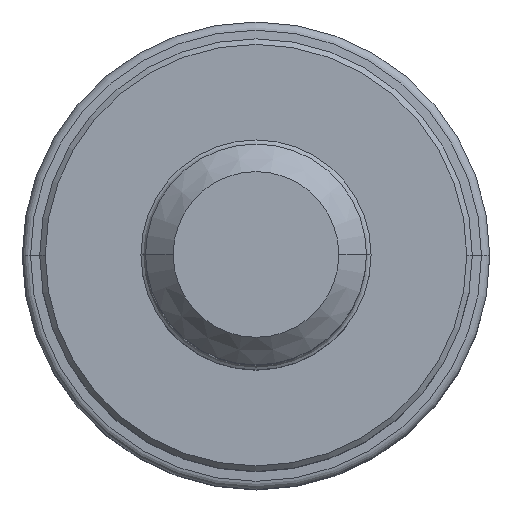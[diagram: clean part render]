
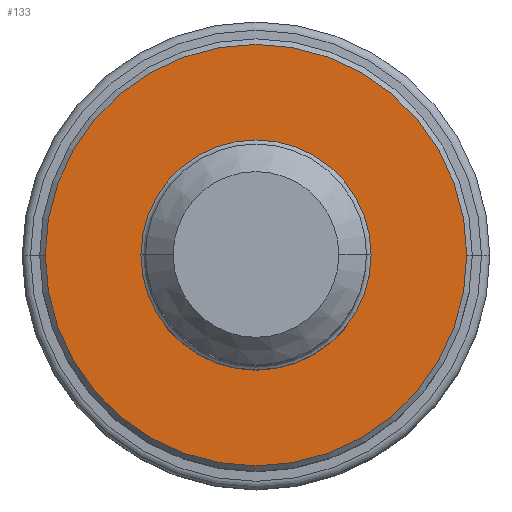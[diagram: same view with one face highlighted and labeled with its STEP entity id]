
A CAD part, top view. The second image highlights one B-rep face of the part: STEP entity #133.
In plain terms, the highlighted planar face has unit normal (0, 0, 1).
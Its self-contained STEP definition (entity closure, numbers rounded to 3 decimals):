
#43=PLANE('',#1356);
#48=FACE_BOUND('',#310,.T.);
#49=FACE_BOUND('',#311,.T.);
#133=ADVANCED_FACE('',(#48,#49),#43,.F.);
#310=EDGE_LOOP('',(#490,#491));
#311=EDGE_LOOP('',(#492,#493));
#490=ORIENTED_EDGE('',*,*,#806,.T.);
#491=ORIENTED_EDGE('',*,*,#807,.T.);
#492=ORIENTED_EDGE('',*,*,#808,.T.);
#493=ORIENTED_EDGE('',*,*,#809,.T.);
#694=VERTEX_POINT('',#2194);
#695=VERTEX_POINT('',#2195);
#696=VERTEX_POINT('',#2198);
#697=VERTEX_POINT('',#2199);
#806=EDGE_CURVE('',#694,#695,#952,.T.);
#807=EDGE_CURVE('',#695,#694,#953,.T.);
#808=EDGE_CURVE('',#696,#697,#954,.T.);
#809=EDGE_CURVE('',#697,#696,#955,.T.);
#952=CIRCLE('',#1352,11.45);
#953=CIRCLE('',#1353,11.45);
#954=CIRCLE('',#1354,6.25);
#955=CIRCLE('',#1355,6.25);
#1352=AXIS2_PLACEMENT_3D('',#2193,#1671,#1672);
#1353=AXIS2_PLACEMENT_3D('',#2196,#1673,#1674);
#1354=AXIS2_PLACEMENT_3D('',#2197,#1675,#1676);
#1355=AXIS2_PLACEMENT_3D('',#2200,#1677,#1678);
#1356=AXIS2_PLACEMENT_3D('',#2201,#1679,#1680);
#1671=DIRECTION('',(0.,0.,1.));
#1672=DIRECTION('',(-1.,0.,0.));
#1673=DIRECTION('',(0.,0.,1.));
#1674=DIRECTION('',(1.,0.,0.));
#1675=DIRECTION('',(0.,0.,-1.));
#1676=DIRECTION('',(1.,0.,0.));
#1677=DIRECTION('',(0.,0.,-1.));
#1678=DIRECTION('',(-1.,0.,0.));
#1679=DIRECTION('',(0.,0.,-1.));
#1680=DIRECTION('',(1.,0.,0.));
#2193=CARTESIAN_POINT('',(0.,0.,0.));
#2194=CARTESIAN_POINT('',(-11.45,0.,0.));
#2195=CARTESIAN_POINT('',(11.45,0.,0.));
#2196=CARTESIAN_POINT('',(0.,0.,0.));
#2197=CARTESIAN_POINT('',(0.,0.,0.));
#2198=CARTESIAN_POINT('',(6.25,0.,0.));
#2199=CARTESIAN_POINT('',(-6.25,0.,0.));
#2200=CARTESIAN_POINT('',(0.,0.,0.));
#2201=CARTESIAN_POINT('',(0.,0.,0.));
